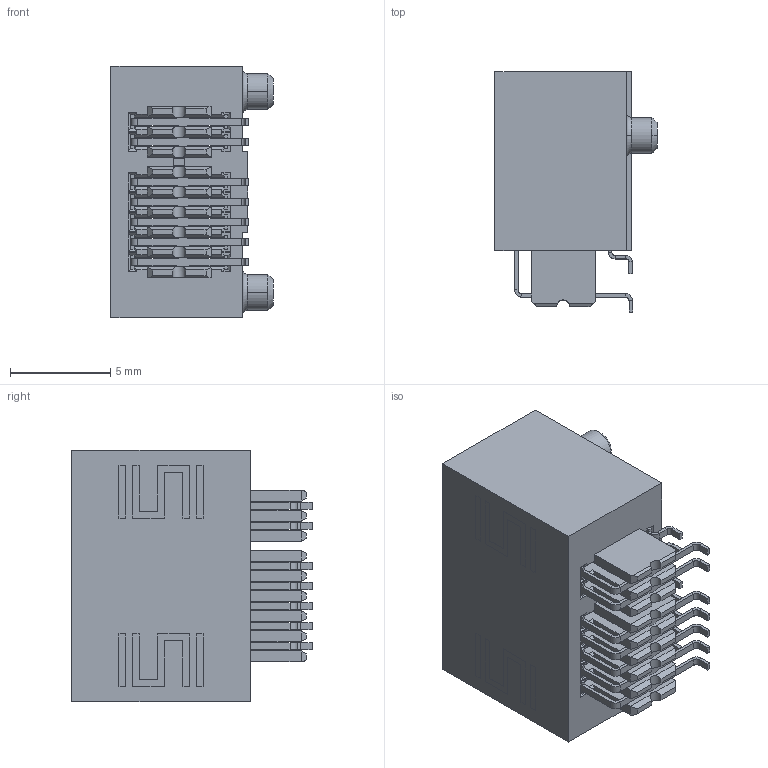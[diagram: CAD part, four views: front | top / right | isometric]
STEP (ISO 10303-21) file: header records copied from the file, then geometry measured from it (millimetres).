
FILE_DESCRIPTION (( 'STEP AP214' ), '1' );
FILE_NAME ('MEC1-108-02-XX-D-RA1-SL.STEP', '2013-07-15T06:48:23', ( 'Master' ), ( '' ), 'SwSTEP 2.0', 'SolidWorks 2010', '' );
FILE_SCHEMA (( 'AUTOMOTIVE_DESIGN' ));
Length unit declared in the file: millimetre
Products named in the file (1): MEC1-108-02-XX-D-RA1-SL
Bounding box: 8.08 x 11.97 x 12.54 mm (x, y, z)
Surface area: 1297 mm2 (no closed solid volume)
Topology: 0 solids, 23 shells, 651 faces, 2276 edges, 1591 vertices
Faces by surface type: plane 574, cylinder 69, torus 4, cone 4
Entity records: 26935 total; most frequent: CARTESIAN_POINT 4627, DIRECTION 3712, ORIENTED_EDGE 3688, EDGE_CURVE 2276, LINE 2072, VECTOR 2072, VERTEX_POINT 1591, AXIS2_PLACEMENT_3D 820
